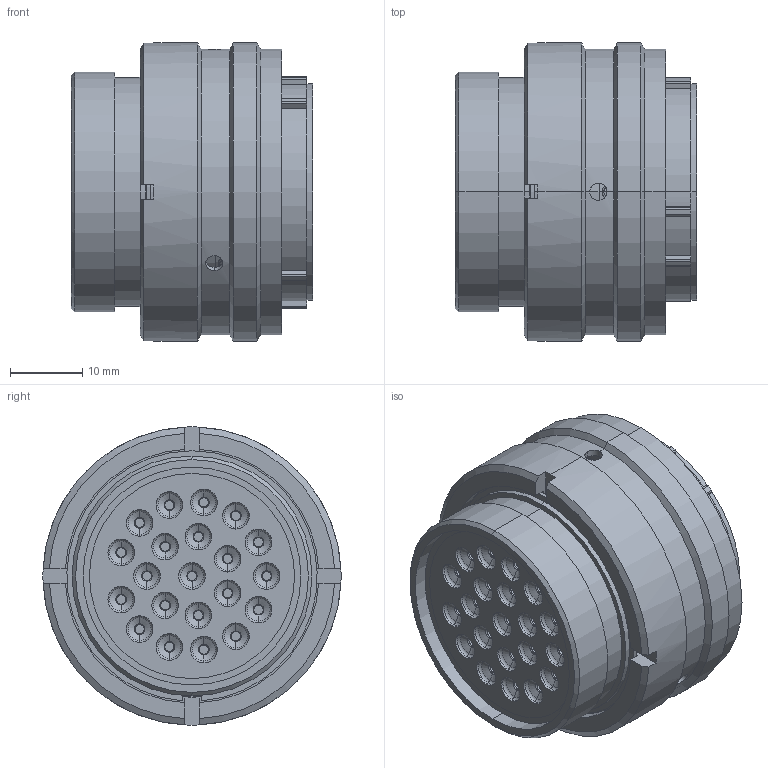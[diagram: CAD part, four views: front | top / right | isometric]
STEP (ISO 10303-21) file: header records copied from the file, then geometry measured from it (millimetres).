
FILE_DESCRIPTION (( 'STEP AP214' ), '1' );
FILE_NAME ('AS622-21SD.STEP', '2022-02-09T13:03:07', ( '' ), ( '' ), 'SwSTEP 2.0', 'SolidWorks 2020', '' );
FILE_SCHEMA (( 'AUTOMOTIVE_DESIGN' ));
Length unit declared in the file: millimetre
Products named in the file (1): AS622-21SD
Bounding box: 33.37 x 41.2 x 41.2 mm (x, y, z)
Volume: 26454.2 mm3; surface area: 28277.7 mm2
Topology: 10 solids, 10 shells, 1758 faces, 4461 edges, 2777 vertices
Faces by surface type: plane 680, cylinder 503, torus 340, cone 222, bspline 9, sphere 4
Entity records: 79995 total; most frequent: CARTESIAN_POINT 20907, ORIENTED_EDGE 8902, DIRECTION 7657, EDGE_CURVE 4451, AXIS2_PLACEMENT_3D 3230, VERTEX_POINT 2771, EDGE_LOOP 1910, UNCERTAINTY_MEASURE_WITH_UNIT 1768
